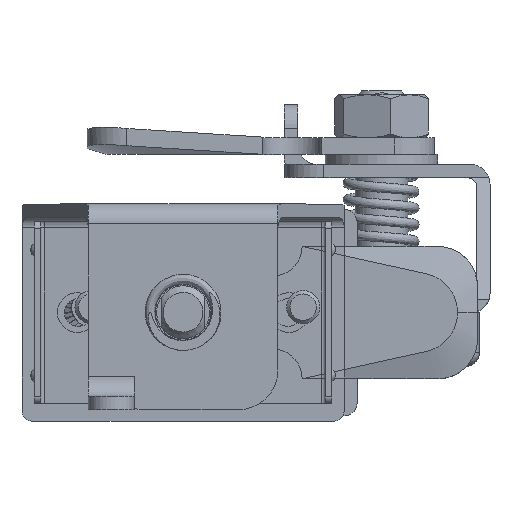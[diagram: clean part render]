
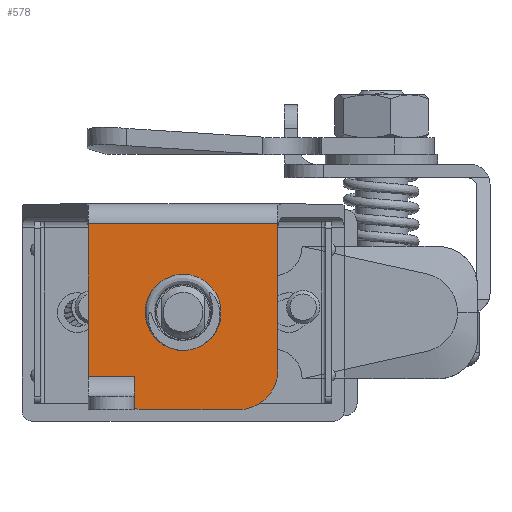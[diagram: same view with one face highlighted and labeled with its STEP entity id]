
A CAD part, top view. The second image highlights one B-rep face of the part: STEP entity #578.
In plain terms, the highlighted planar face has unit normal (0, 0, 1).
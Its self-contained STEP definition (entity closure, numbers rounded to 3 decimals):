
#578 = ADVANCED_FACE( '', ( #1127, #1128 ), #1129, .T. );
#1127 = FACE_OUTER_BOUND( '', #2286, .T. );
#1128 = FACE_BOUND( '', #2287, .T. );
#1129 = PLANE( '', #2288 );
#2286 = EDGE_LOOP( '', ( #5237, #5238, #5239, #5240, #5241, #5242, #5243, #5244 ) );
#2287 = EDGE_LOOP( '', ( #5245 ) );
#2288 = AXIS2_PLACEMENT_3D( '', #5246, #5247, #5248 );
#5237 = ORIENTED_EDGE( '', *, *, #9400, .T. );
#5238 = ORIENTED_EDGE( '', *, *, #9401, .T. );
#5239 = ORIENTED_EDGE( '', *, *, #9393, .F. );
#5240 = ORIENTED_EDGE( '', *, *, #9402, .T. );
#5241 = ORIENTED_EDGE( '', *, *, #9373, .T. );
#5242 = ORIENTED_EDGE( '', *, *, #9403, .T. );
#5243 = ORIENTED_EDGE( '', *, *, #9404, .T. );
#5244 = ORIENTED_EDGE( '', *, *, #9405, .T. );
#5245 = ORIENTED_EDGE( '', *, *, #9406, .F. );
#5246 = CARTESIAN_POINT( '', ( -14.35, -14.7, 20.5 ) );
#5247 = DIRECTION( '', ( 0., 0., 1. ) );
#5248 = DIRECTION( '', ( -1., 0., 0. ) );
#9373 = EDGE_CURVE( '', #10635, #10636, #10637, .T. );
#9393 = EDGE_CURVE( '', #10672, #10673, #10674, .T. );
#9400 = EDGE_CURVE( '', #10685, #10686, #10687, .T. );
#9401 = EDGE_CURVE( '', #10686, #10673, #10688, .F. );
#9402 = EDGE_CURVE( '', #10672, #10635, #10689, .F. );
#9403 = EDGE_CURVE( '', #10636, #10690, #10691, .T. );
#9404 = EDGE_CURVE( '', #10690, #10692, #10693, .T. );
#9405 = EDGE_CURVE( '', #10692, #10685, #10694, .T. );
#9406 = EDGE_CURVE( '', #10695, #10695, #10696, .T. );
#10635 = VERTEX_POINT( '', #12690 );
#10636 = VERTEX_POINT( '', #12691 );
#10637 = LINE( '', #12692, #12693 );
#10672 = VERTEX_POINT( '', #12739 );
#10673 = VERTEX_POINT( '', #12740 );
#10674 = LINE( '', #12741, #12742 );
#10685 = VERTEX_POINT( '', #12757 );
#10686 = VERTEX_POINT( '', #12758 );
#10687 = LINE( '', #12759, #12760 );
#10688 = LINE( '', #12761, #12762 );
#10689 = LINE( '', #12763, #12764 );
#10690 = VERTEX_POINT( '', #12765 );
#10691 = B_SPLINE_CURVE_WITH_KNOTS( '', 3, ( #12766, #12767, #12768, #12769, #12770, #12771, #12772, #12773, #12774 ), .UNSPECIFIED., .F., .F., ( 4, 2, 2, 1, 4 ), ( 0., 0., 0.001, 0.001, 0.001 ), .UNSPECIFIED. );
#10692 = VERTEX_POINT( '', #12775 );
#10693 = LINE( '', #12776, #12777 );
#10694 = CIRCLE( '', #12778, 6. );
#10695 = VERTEX_POINT( '', #12779 );
#10696 = CIRCLE( '', #12780, 4.2 );
#12690 = CARTESIAN_POINT( '', ( -7.35, -9.7, 20.5 ) );
#12691 = CARTESIAN_POINT( '', ( -7.35, -14.528, 20.5 ) );
#12692 = CARTESIAN_POINT( '', ( -7.35, -12.7, 20.5 ) );
#12693 = VECTOR( '', #16282, 1000. );
#12739 = CARTESIAN_POINT( '', ( -14.35, -9.7, 20.5 ) );
#12740 = CARTESIAN_POINT( '', ( -14.35, 13.4, 20.5 ) );
#12741 = CARTESIAN_POINT( '', ( -14.35, -14.7, 20.5 ) );
#12742 = VECTOR( '', #16318, 1000. );
#12757 = CARTESIAN_POINT( '', ( 14.35, -8.7, 20.5 ) );
#12758 = CARTESIAN_POINT( '', ( 14.35, 13.4, 20.5 ) );
#12759 = CARTESIAN_POINT( '', ( 14.35, -14.7, 20.5 ) );
#12760 = VECTOR( '', #16329, 1000. );
#12761 = CARTESIAN_POINT( '', ( -14.35, 13.4, 20.5 ) );
#12762 = VECTOR( '', #16330, 1000. );
#12763 = CARTESIAN_POINT( '', ( -7.35, -9.7, 20.5 ) );
#12764 = VECTOR( '', #16331, 1000. );
#12765 = CARTESIAN_POINT( '', ( -6.131, -14.7, 20.5 ) );
#12766 = CARTESIAN_POINT( '', ( -7.35, -14.528, 20.5 ) );
#12767 = CARTESIAN_POINT( '', ( -7.25, -14.555, 20.5 ) );
#12768 = CARTESIAN_POINT( '', ( -7.15, -14.579, 20.5 ) );
#12769 = CARTESIAN_POINT( '', ( -6.949, -14.621, 20.5 ) );
#12770 = CARTESIAN_POINT( '', ( -6.848, -14.638, 20.5 ) );
#12771 = CARTESIAN_POINT( '', ( -6.645, -14.668, 20.5 ) );
#12772 = CARTESIAN_POINT( '', ( -6.441, -14.691, 20.5 ) );
#12773 = CARTESIAN_POINT( '', ( -6.235, -14.7, 20.5 ) );
#12774 = CARTESIAN_POINT( '', ( -6.131, -14.7, 20.5 ) );
#12775 = CARTESIAN_POINT( '', ( 8.35, -14.7, 20.5 ) );
#12776 = CARTESIAN_POINT( '', ( -14.35, -14.7, 20.5 ) );
#12777 = VECTOR( '', #16332, 1000. );
#12778 = AXIS2_PLACEMENT_3D( '', #16333, #16334, #16335 );
#12779 = CARTESIAN_POINT( '', ( 4.2, 0., 20.5 ) );
#12780 = AXIS2_PLACEMENT_3D( '', #16336, #16337, #16338 );
#16282 = DIRECTION( '', ( 0., -1., 0. ) );
#16318 = DIRECTION( '', ( 0., 1., 0. ) );
#16329 = DIRECTION( '', ( 0., 1., 0. ) );
#16330 = DIRECTION( '', ( 1., 0., 0. ) );
#16331 = DIRECTION( '', ( -1., 0., 0. ) );
#16332 = DIRECTION( '', ( 1., 0., 0. ) );
#16333 = CARTESIAN_POINT( '', ( 8.35, -8.7, 20.5 ) );
#16334 = DIRECTION( '', ( 0., 0., 1. ) );
#16335 = DIRECTION( '', ( 1., 0., 0. ) );
#16336 = CARTESIAN_POINT( '', ( 0., 0., 20.5 ) );
#16337 = DIRECTION( '', ( 0., 0., 1. ) );
#16338 = DIRECTION( '', ( 1., 0., 0. ) );
